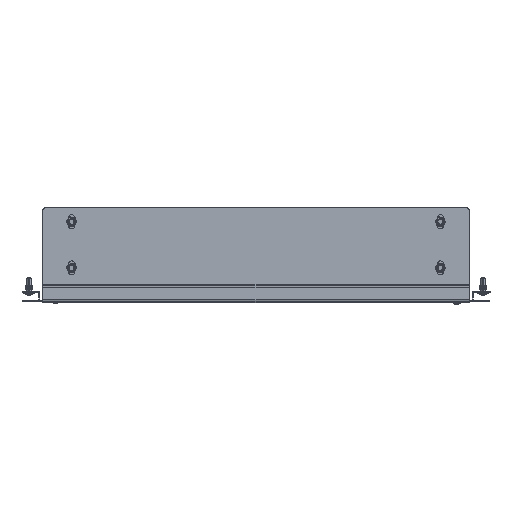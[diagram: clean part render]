
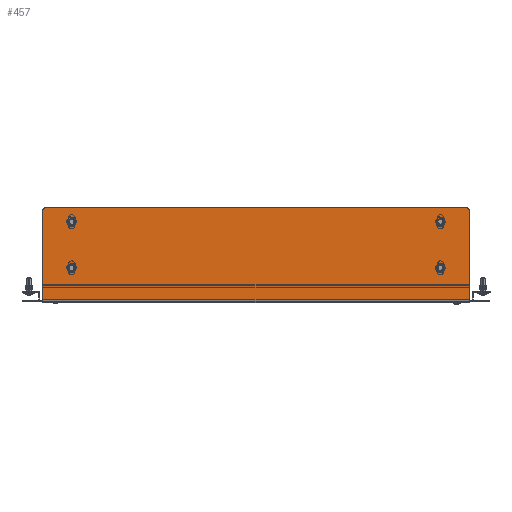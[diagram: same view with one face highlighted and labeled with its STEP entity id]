
A CAD part, front view. The second image highlights one B-rep face of the part: STEP entity #457.
In plain terms, the highlighted planar face has unit normal (0, -1, 0).
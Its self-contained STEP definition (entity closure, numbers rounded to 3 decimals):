
#305 = VERTEX_POINT ( 'NONE', #384 ) ;
#384 = CARTESIAN_POINT ( 'NONE',  ( -260., 0., 118.5 ) ) ;
#457 = ADVANCED_FACE ( 'NONE', ( #20582, #3915, #6514, #17813, #32051 ), #35035, .F. ) ;
#507 = EDGE_CURVE ( 'NONE', #25095, #17427, #13225, .T. ) ;
#1208 = EDGE_CURVE ( 'NONE', #11218, #18826, #12203, .T. ) ;
#2036 = VECTOR ( 'NONE', #24113, 1000. ) ;
#2413 = DIRECTION ( 'NONE',  ( 0., 0., 1. ) ) ;
#2917 = VERTEX_POINT ( 'NONE', #25081 ) ;
#3392 = AXIS2_PLACEMENT_3D ( 'NONE', #31458, #11843, #34254 ) ;
#3423 = ORIENTED_EDGE ( 'NONE', *, *, #4779, .F. ) ;
#3792 = VERTEX_POINT ( 'NONE', #21410 ) ;
#3812 = EDGE_CURVE ( 'NONE', #18826, #11218, #14643, .T. ) ;
#3915 = FACE_BOUND ( 'NONE', #18823, .T. ) ;
#3984 = VERTEX_POINT ( 'NONE', #32695 ) ;
#4346 = AXIS2_PLACEMENT_3D ( 'NONE', #18544, #9817, #10005 ) ;
#4347 = CIRCLE ( 'NONE', #35714, 5. ) ;
#4433 = CARTESIAN_POINT ( 'NONE',  ( 260., 0., 53.5 ) ) ;
#4670 = DIRECTION ( 'NONE',  ( 0., -1., 0. ) ) ;
#4779 = EDGE_CURVE ( 'NONE', #26520, #2917, #20005, .T. ) ;
#5061 = DIRECTION ( 'NONE',  ( 0., 0., 1. ) ) ;
#5144 = AXIS2_PLACEMENT_3D ( 'NONE', #10402, #4670, #30229 ) ;
#5439 = ORIENTED_EDGE ( 'NONE', *, *, #10692, .T. ) ;
#5665 = EDGE_CURVE ( 'NONE', #25509, #3984, #22324, .T. ) ;
#6124 = CARTESIAN_POINT ( 'NONE',  ( -301., 0., 0. ) ) ;
#6443 = CARTESIAN_POINT ( 'NONE',  ( 260., 0., 118.5 ) ) ;
#6495 = DIRECTION ( 'NONE',  ( 0., 0., -1. ) ) ;
#6514 = FACE_BOUND ( 'NONE', #26885, .T. ) ;
#6960 = EDGE_CURVE ( 'NONE', #19636, #25509, #29992, .T. ) ;
#7665 = ORIENTED_EDGE ( 'NONE', *, *, #17312, .T. ) ;
#7921 = CIRCLE ( 'NONE', #30985, 4.5 ) ;
#8929 = AXIS2_PLACEMENT_3D ( 'NONE', #29195, #26805, #9763 ) ;
#9232 = ORIENTED_EDGE ( 'NONE', *, *, #6960, .T. ) ;
#9297 = ORIENTED_EDGE ( 'NONE', *, *, #30230, .T. ) ;
#9763 = DIRECTION ( 'NONE',  ( 0., 0., 1. ) ) ;
#9817 = DIRECTION ( 'NONE',  ( 0., 1., 0. ) ) ;
#10005 = DIRECTION ( 'NONE',  ( 0., 0., 1. ) ) ;
#10020 = DIRECTION ( 'NONE',  ( 0., 1., 0. ) ) ;
#10402 = CARTESIAN_POINT ( 'NONE',  ( -296., 0., 129. ) ) ;
#10540 = VECTOR ( 'NONE', #33517, 1000. ) ;
#10692 = EDGE_CURVE ( 'NONE', #305, #26793, #7921, .T. ) ;
#11218 = VERTEX_POINT ( 'NONE', #21809 ) ;
#11764 = DIRECTION ( 'NONE',  ( 0., 0., 1. ) ) ;
#11843 = DIRECTION ( 'NONE',  ( 0., 1., 0. ) ) ;
#12203 = CIRCLE ( 'NONE', #28723, 4.5 ) ;
#12392 = CARTESIAN_POINT ( 'NONE',  ( 301., 0., 129. ) ) ;
#12631 = EDGE_LOOP ( 'NONE', ( #9232, #13396, #15504, #18966, #3423, #30154 ) ) ;
#12790 = EDGE_CURVE ( 'NONE', #2917, #27109, #13376, .T. ) ;
#12827 = VECTOR ( 'NONE', #15589, 1000. ) ;
#13015 = AXIS2_PLACEMENT_3D ( 'NONE', #30071, #32676, #29702 ) ;
#13173 = CARTESIAN_POINT ( 'NONE',  ( -260., 0., 49. ) ) ;
#13225 = CIRCLE ( 'NONE', #16782, 4.5 ) ;
#13376 = LINE ( 'NONE', #21527, #2036 ) ;
#13396 = ORIENTED_EDGE ( 'NONE', *, *, #5665, .T. ) ;
#13413 = EDGE_CURVE ( 'NONE', #26520, #19636, #4347, .T. ) ;
#13713 = CARTESIAN_POINT ( 'NONE',  ( 260., 0., 114. ) ) ;
#14643 = CIRCLE ( 'NONE', #3392, 4.5 ) ;
#15023 = LINE ( 'NONE', #6124, #24791 ) ;
#15091 = CARTESIAN_POINT ( 'NONE',  ( -260., 0., 49. ) ) ;
#15092 = DIRECTION ( 'NONE',  ( 0., 1., 0. ) ) ;
#15504 = ORIENTED_EDGE ( 'NONE', *, *, #29687, .T. ) ;
#15589 = DIRECTION ( 'NONE',  ( -1., 0., 0. ) ) ;
#16782 = AXIS2_PLACEMENT_3D ( 'NONE', #13713, #27227, #30737 ) ;
#16788 = EDGE_LOOP ( 'NONE', ( #18957, #24960 ) ) ;
#16859 = CARTESIAN_POINT ( 'NONE',  ( 301., 0., 0. ) ) ;
#17312 = EDGE_CURVE ( 'NONE', #26793, #305, #18421, .T. ) ;
#17427 = VERTEX_POINT ( 'NONE', #6443 ) ;
#17813 = FACE_BOUND ( 'NONE', #16788, .T. ) ;
#18421 = CIRCLE ( 'NONE', #8929, 4.5 ) ;
#18446 = AXIS2_PLACEMENT_3D ( 'NONE', #13173, #10020, #2413 ) ;
#18544 = CARTESIAN_POINT ( 'NONE',  ( 301., 0., 0. ) ) ;
#18823 = EDGE_LOOP ( 'NONE', ( #9297, #36029 ) ) ;
#18826 = VERTEX_POINT ( 'NONE', #4433 ) ;
#18957 = ORIENTED_EDGE ( 'NONE', *, *, #35150, .T. ) ;
#18966 = ORIENTED_EDGE ( 'NONE', *, *, #12790, .F. ) ;
#19079 = CARTESIAN_POINT ( 'NONE',  ( 296., 0., 129. ) ) ;
#19389 = CARTESIAN_POINT ( 'NONE',  ( -296., 0., 134. ) ) ;
#19549 = CIRCLE ( 'NONE', #13015, 4.5 ) ;
#19636 = VERTEX_POINT ( 'NONE', #34376 ) ;
#19915 = EDGE_LOOP ( 'NONE', ( #20015, #26204 ) ) ;
#20005 = LINE ( 'NONE', #16859, #10540 ) ;
#20015 = ORIENTED_EDGE ( 'NONE', *, *, #3812, .T. ) ;
#20519 = CARTESIAN_POINT ( 'NONE',  ( 260., 0., 109.5 ) ) ;
#20582 = FACE_BOUND ( 'NONE', #19915, .T. ) ;
#21327 = DIRECTION ( 'NONE',  ( 0., 0., 1. ) ) ;
#21410 = CARTESIAN_POINT ( 'NONE',  ( -260., 0., 44.5 ) ) ;
#21488 = CARTESIAN_POINT ( 'NONE',  ( 301., 0., 134. ) ) ;
#21527 = CARTESIAN_POINT ( 'NONE',  ( 301., 0., 4. ) ) ;
#21809 = CARTESIAN_POINT ( 'NONE',  ( 260., 0., 44.5 ) ) ;
#22101 = AXIS2_PLACEMENT_3D ( 'NONE', #15091, #24490, #5061 ) ;
#22168 = CARTESIAN_POINT ( 'NONE',  ( -260., 0., 53.5 ) ) ;
#22324 = CIRCLE ( 'NONE', #5144, 5. ) ;
#24113 = DIRECTION ( 'NONE',  ( -1., 0., 0. ) ) ;
#24490 = DIRECTION ( 'NONE',  ( 0., 1., 0. ) ) ;
#24791 = VECTOR ( 'NONE', #6495, 1000. ) ;
#24960 = ORIENTED_EDGE ( 'NONE', *, *, #32854, .T. ) ;
#25081 = CARTESIAN_POINT ( 'NONE',  ( 301., 0., 4. ) ) ;
#25095 = VERTEX_POINT ( 'NONE', #20519 ) ;
#25115 = CARTESIAN_POINT ( 'NONE',  ( -260., 0., 109.5 ) ) ;
#25509 = VERTEX_POINT ( 'NONE', #19389 ) ;
#25551 = VERTEX_POINT ( 'NONE', #22168 ) ;
#26204 = ORIENTED_EDGE ( 'NONE', *, *, #1208, .T. ) ;
#26520 = VERTEX_POINT ( 'NONE', #12392 ) ;
#26793 = VERTEX_POINT ( 'NONE', #25115 ) ;
#26805 = DIRECTION ( 'NONE',  ( 0., 1., 0. ) ) ;
#26885 = EDGE_LOOP ( 'NONE', ( #5439, #7665 ) ) ;
#27109 = VERTEX_POINT ( 'NONE', #35054 ) ;
#27227 = DIRECTION ( 'NONE',  ( 0., 1., 0. ) ) ;
#27575 = DIRECTION ( 'NONE',  ( 0., 0., 1. ) ) ;
#27996 = CIRCLE ( 'NONE', #22101, 4.5 ) ;
#28723 = AXIS2_PLACEMENT_3D ( 'NONE', #34352, #15092, #11764 ) ;
#29195 = CARTESIAN_POINT ( 'NONE',  ( -260., 0., 114. ) ) ;
#29687 = EDGE_CURVE ( 'NONE', #3984, #27109, #15023, .T. ) ;
#29702 = DIRECTION ( 'NONE',  ( 0., 0., 1. ) ) ;
#29992 = LINE ( 'NONE', #21488, #12827 ) ;
#30071 = CARTESIAN_POINT ( 'NONE',  ( 260., 0., 114. ) ) ;
#30154 = ORIENTED_EDGE ( 'NONE', *, *, #13413, .T. ) ;
#30229 = DIRECTION ( 'NONE',  ( 0., 0., 1. ) ) ;
#30230 = EDGE_CURVE ( 'NONE', #17427, #25095, #19549, .T. ) ;
#30366 = DIRECTION ( 'NONE',  ( 0., -1., 0. ) ) ;
#30737 = DIRECTION ( 'NONE',  ( 0., 0., 1. ) ) ;
#30985 = AXIS2_PLACEMENT_3D ( 'NONE', #35227, #32240, #21327 ) ;
#31458 = CARTESIAN_POINT ( 'NONE',  ( 260., 0., 49. ) ) ;
#32051 = FACE_OUTER_BOUND ( 'NONE', #12631, .T. ) ;
#32240 = DIRECTION ( 'NONE',  ( 0., 1., 0. ) ) ;
#32676 = DIRECTION ( 'NONE',  ( 0., 1., 0. ) ) ;
#32695 = CARTESIAN_POINT ( 'NONE',  ( -301., 0., 129. ) ) ;
#32854 = EDGE_CURVE ( 'NONE', #3792, #25551, #34380, .T. ) ;
#33517 = DIRECTION ( 'NONE',  ( 0., 0., -1. ) ) ;
#34254 = DIRECTION ( 'NONE',  ( 0., 0., 1. ) ) ;
#34352 = CARTESIAN_POINT ( 'NONE',  ( 260., 0., 49. ) ) ;
#34376 = CARTESIAN_POINT ( 'NONE',  ( 296., 0., 134. ) ) ;
#34380 = CIRCLE ( 'NONE', #18446, 4.5 ) ;
#35035 = PLANE ( 'NONE',  #4346 ) ;
#35054 = CARTESIAN_POINT ( 'NONE',  ( -301., 0., 4. ) ) ;
#35150 = EDGE_CURVE ( 'NONE', #25551, #3792, #27996, .T. ) ;
#35227 = CARTESIAN_POINT ( 'NONE',  ( -260., 0., 114. ) ) ;
#35714 = AXIS2_PLACEMENT_3D ( 'NONE', #19079, #30366, #27575 ) ;
#36029 = ORIENTED_EDGE ( 'NONE', *, *, #507, .T. ) ;
